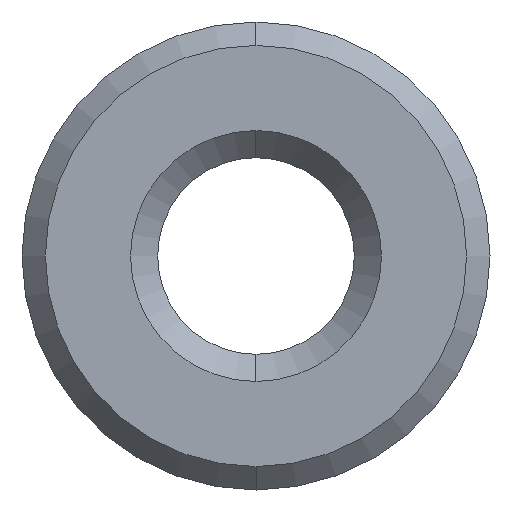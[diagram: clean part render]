
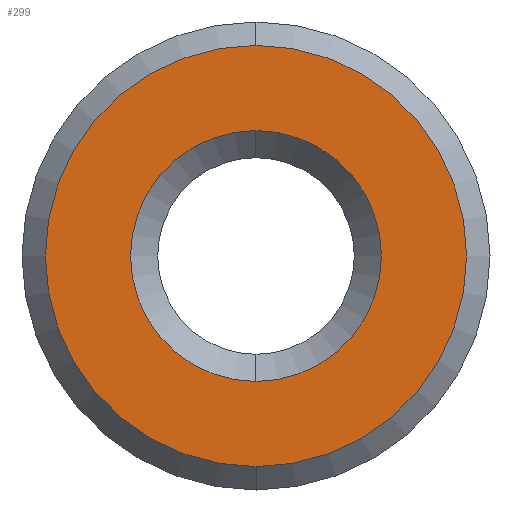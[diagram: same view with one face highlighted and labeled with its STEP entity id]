
A CAD part, left-side view. The second image highlights one B-rep face of the part: STEP entity #299.
In plain terms, the highlighted planar face has unit normal (-1, 0, 0).
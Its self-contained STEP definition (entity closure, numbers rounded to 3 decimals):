
#299=ADVANCED_FACE('',(#816,#817),#818,.T.);
#816=FACE_BOUND('',#1558,.T.);
#817=FACE_OUTER_BOUND('',#1559,.T.);
#818=PLANE('',#1560);
#1558=EDGE_LOOP('',(#2377,#2378));
#1559=EDGE_LOOP('',(#2379,#2380));
#1560=AXIS2_PLACEMENT_3D('',#2381,#2382,#2383);
#2377=ORIENTED_EDGE('',*,*,#4548,.T.);
#2378=ORIENTED_EDGE('',*,*,#4565,.T.);
#2379=ORIENTED_EDGE('',*,*,#4535,.F.);
#2380=ORIENTED_EDGE('',*,*,#4575,.F.);
#2381=CARTESIAN_POINT('',(-3.38,0.,0.839));
#2382=DIRECTION('',(-1.0,0.0,0.));
#2383=DIRECTION('',(0.,-0.0,-1.0));
#4535=EDGE_CURVE('',#5447,#5449,#5450,.T.);
#4548=EDGE_CURVE('',#5471,#5468,#5472,.T.);
#4565=EDGE_CURVE('',#5468,#5471,#5494,.T.);
#4575=EDGE_CURVE('',#5449,#5447,#5504,.T.);
#5447=VERTEX_POINT('',#6782);
#5449=VERTEX_POINT('',#6785);
#5450=CIRCLE('',#6786,1.679);
#5468=VERTEX_POINT('',#6809);
#5471=VERTEX_POINT('',#6813);
#5472=CIRCLE('',#6814,1.0);
#5494=CIRCLE('',#6841,1.0);
#5504=CIRCLE('',#6851,1.679);
#6782=CARTESIAN_POINT('',(-3.38,0.,1.679));
#6785=CARTESIAN_POINT('',(-3.38,0.,-1.679));
#6786=AXIS2_PLACEMENT_3D('',#8713,#8714,#8715);
#6809=CARTESIAN_POINT('',(-3.38,0.,-1.0));
#6813=CARTESIAN_POINT('',(-3.38,0.,1.));
#6814=AXIS2_PLACEMENT_3D('',#8731,#8732,#8733);
#6841=AXIS2_PLACEMENT_3D('',#8757,#8758,#8759);
#6851=AXIS2_PLACEMENT_3D('',#8772,#8773,#8774);
#8713=CARTESIAN_POINT('',(-3.38,0.0,0.));
#8714=DIRECTION('',(1.0,0.,0.));
#8715=DIRECTION('',(0.,0.,1.0));
#8731=CARTESIAN_POINT('',(-3.38,0.,0.));
#8732=DIRECTION('',(1.0,0.0,0.));
#8733=DIRECTION('',(0.,0.0,1.0));
#8757=CARTESIAN_POINT('',(-3.38,0.,0.));
#8758=DIRECTION('',(1.0,0.0,0.));
#8759=DIRECTION('',(0.,0.0,1.0));
#8772=CARTESIAN_POINT('',(-3.38,0.0,0.));
#8773=DIRECTION('',(1.0,0.,0.));
#8774=DIRECTION('',(0.,0.,1.0));
